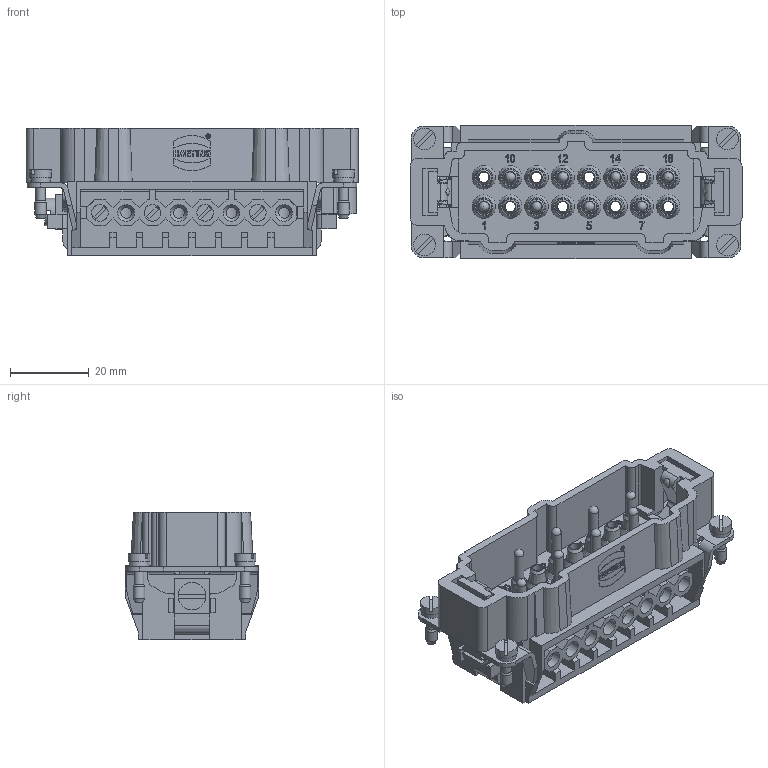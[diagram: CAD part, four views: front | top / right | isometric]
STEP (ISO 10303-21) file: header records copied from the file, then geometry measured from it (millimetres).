
FILE_DESCRIPTION(/* description */ (''),/* implementation_level */ '2;1');
FILE_NAME(/* name */ '100217786ugm000_b.stp',/* time_stamp */ '2019-08-27T08:10:14+02:00',/* author */ (''),/* organization */ (''),/* preprocessor_version */ 'ST-DEVELOPER v16.7',/* originating_system */ 'SIEMENS PLM Software NX 12.0',/* authorisation */ '');
FILE_SCHEMA (('AUTOMOTIVE_DESIGN { 1 0 10303 214 3 1 1 1 }'));
Products named in the file (1): 100217786ugm000_b
Bounding box: 84.5 x 34 x 32.42 mm (x, y, z)
Volume: 32910.5 mm3; surface area: 28983.3 mm2
Topology: 1 solids, 1 shells, 1859 faces, 5556 edges, 4256 vertices
Faces by surface type: plane 1071, extrusion 268, cylinder 212, bspline 204, cone 94, sphere 10
Full cylindrical faces by diameter (mm): 1.025 x1, 1.211 x1, 2.438 x2, 2.5 x14, 2.6 x8, 3 x4, 3.2 x8, 4.25 x16, 5 x4, 5.5 x4, 7 x1
Entity records: 84580 total; most frequent: CARTESIAN_POINT 24506, ORIENTED_EDGE 9762, DIRECTION 7703, EDGE_CURVE 4881, VECTOR 3583, LINE 3315, VERTEX_POINT 3268, PRESENTATION_STYLE_ASSIGNMENT 2334
